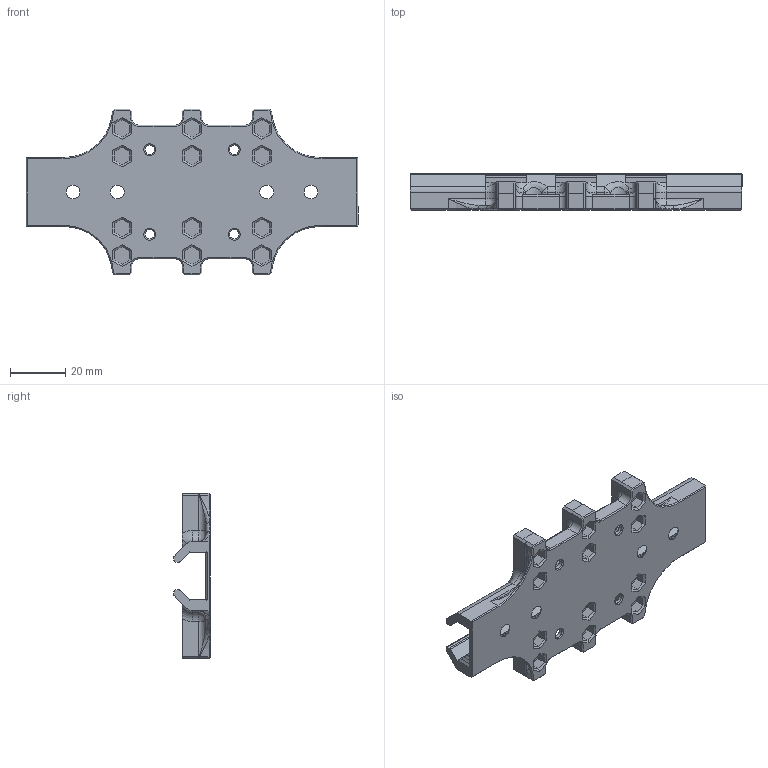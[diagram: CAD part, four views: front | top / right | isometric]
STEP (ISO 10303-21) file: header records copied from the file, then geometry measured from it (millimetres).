
FILE_DESCRIPTION(/* description */ (''),/* implementation_level */ '2;1');
FILE_NAME(/* name */ 'Payload Bay.step',/* time_stamp */ '2021-05-27T23:15:05+02:00',/* author */ (''),/* organization */ (''),/* preprocessor_version */ 'ST-DEVELOPER v18.1',/* originating_system */ 'Autodesk Translation Framework v10.9.0.1377',/* authorisation */ '');
FILE_SCHEMA (('AUTOMOTIVE_DESIGN { 1 0 10303 214 3 1 1 }'));
Length unit declared in the file: millimetre
Products named in the file (1): Payload Bay
Bounding box: 120 x 13.1 x 60 mm (x, y, z)
Volume: 22174.5 mm3; surface area: 21495.4 mm2
Topology: 1 solids, 1 shells, 1111 faces, 2743 edges, 1646 vertices
Faces by surface type: plane 903, cylinder 120, torus 32, bspline 28, cone 20, sphere 8
Full cylindrical faces by diameter (mm): 3.5 x16
Entity records: 32560 total; most frequent: CARTESIAN_POINT 6476, ORIENTED_EDGE 5478, DIRECTION 5159, EDGE_CURVE 2739, LINE 2359, VECTOR 2359, VERTEX_POINT 1646, AXIS2_PLACEMENT_3D 1400
